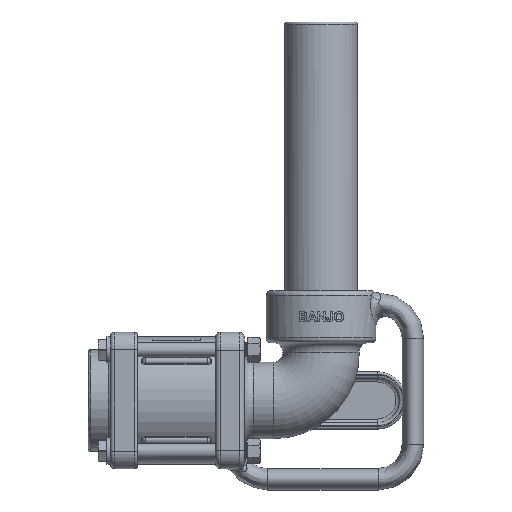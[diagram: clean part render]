
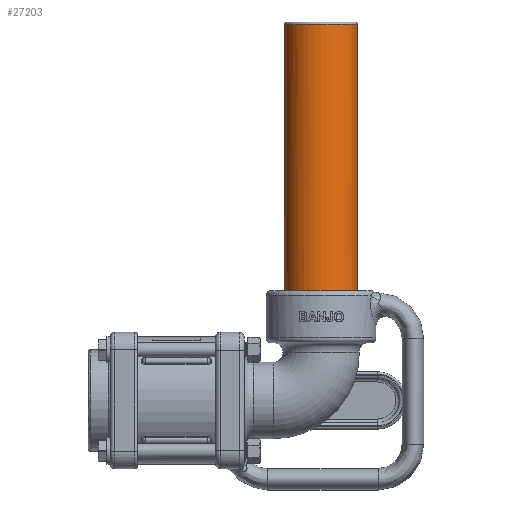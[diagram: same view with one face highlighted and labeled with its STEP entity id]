
A CAD part, front view. The second image highlights one B-rep face of the part: STEP entity #27203.
In plain terms, the highlighted cylindrical face has radius 24.13 mm (diameter 48.26 mm), a full revolution.
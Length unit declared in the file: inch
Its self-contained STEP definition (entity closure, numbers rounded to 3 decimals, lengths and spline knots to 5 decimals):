
#2447=LINE('',#56367,#4596);
#4596=VECTOR('',#34914,0.95);
#6061=CYLINDRICAL_SURFACE('',#29873,0.95);
#7113=FACE_OUTER_BOUND('',#8840,.T.);
#8840=EDGE_LOOP('',(#22481,#22482,#22483,#22484,#22485,#22486,#22487));
#11086=CIRCLE('',#29867,0.95);
#11087=CIRCLE('',#29868,0.95);
#11091=CIRCLE('',#29874,0.95);
#11092=CIRCLE('',#29875,0.95);
#11093=CIRCLE('',#29876,0.95);
#12767=VERTEX_POINT('',#56350);
#12768=VERTEX_POINT('',#56351);
#12771=VERTEX_POINT('',#56361);
#12772=VERTEX_POINT('',#56362);
#12773=VERTEX_POINT('',#56364);
#16188=EDGE_CURVE('',#12767,#12768,#11086,.T.);
#16189=EDGE_CURVE('',#12768,#12767,#11087,.T.);
#16193=EDGE_CURVE('',#12771,#12772,#11091,.T.);
#16194=EDGE_CURVE('',#12771,#12773,#11092,.T.);
#16195=EDGE_CURVE('',#12772,#12773,#11093,.T.);
#16196=EDGE_CURVE('',#12772,#12768,#2447,.T.);
#22481=ORIENTED_EDGE('',*,*,#16193,.F.);
#22482=ORIENTED_EDGE('',*,*,#16194,.T.);
#22483=ORIENTED_EDGE('',*,*,#16195,.F.);
#22484=ORIENTED_EDGE('',*,*,#16196,.T.);
#22485=ORIENTED_EDGE('',*,*,#16188,.F.);
#22486=ORIENTED_EDGE('',*,*,#16189,.F.);
#22487=ORIENTED_EDGE('',*,*,#16196,.F.);
#27203=ADVANCED_FACE('',(#7113),#6061,.T.);
#29867=AXIS2_PLACEMENT_3D('',#56352,#34894,#34895);
#29868=AXIS2_PLACEMENT_3D('',#56353,#34896,#34897);
#29873=AXIS2_PLACEMENT_3D('',#56360,#34906,#34907);
#29874=AXIS2_PLACEMENT_3D('',#56363,#34908,#34909);
#29875=AXIS2_PLACEMENT_3D('',#56365,#34910,#34911);
#29876=AXIS2_PLACEMENT_3D('',#56366,#34912,#34913);
#34894=DIRECTION('center_axis',(-1.,0.,0.));
#34895=DIRECTION('ref_axis',(0.,-1.,0.));
#34896=DIRECTION('center_axis',(-1.,0.,0.));
#34897=DIRECTION('ref_axis',(0.,-1.,0.));
#34906=DIRECTION('center_axis',(1.,0.,0.));
#34907=DIRECTION('ref_axis',(0.,1.,0.));
#34908=DIRECTION('center_axis',(1.,0.,0.));
#34909=DIRECTION('ref_axis',(0.,1.,0.));
#34910=DIRECTION('center_axis',(-1.,0.,0.));
#34911=DIRECTION('ref_axis',(0.,1.,0.));
#34912=DIRECTION('center_axis',(1.,0.,0.));
#34913=DIRECTION('ref_axis',(0.,1.,0.));
#34914=DIRECTION('',(-1.,0.,0.));
#56350=CARTESIAN_POINT('',(0.06,0.,0.95));
#56351=CARTESIAN_POINT('',(0.06,-0.95,0.));
#56352=CARTESIAN_POINT('Origin',(0.06,0.,0.));
#56353=CARTESIAN_POINT('Origin',(0.06,0.,0.));
#56360=CARTESIAN_POINT('Origin',(3.565,0.,0.));
#56361=CARTESIAN_POINT('',(7.13,0.94782,-0.06479));
#56362=CARTESIAN_POINT('',(7.13,-0.95,0.));
#56363=CARTESIAN_POINT('Origin',(7.13,0.,0.));
#56364=CARTESIAN_POINT('',(7.13,0.10763,-0.94385));
#56365=CARTESIAN_POINT('Origin',(7.13,0.,0.));
#56366=CARTESIAN_POINT('Origin',(7.13,0.,0.));
#56367=CARTESIAN_POINT('',(3.565,-0.95,0.));
